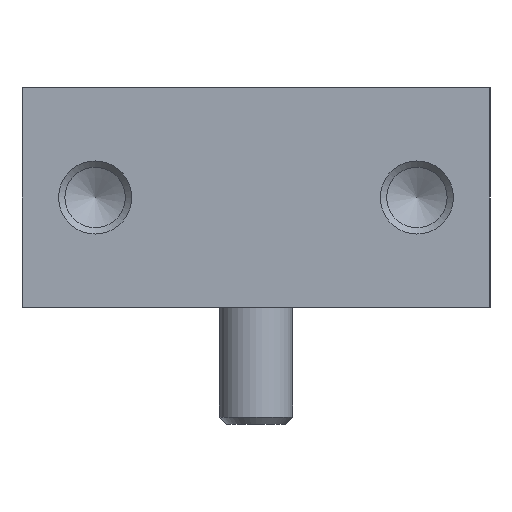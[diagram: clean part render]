
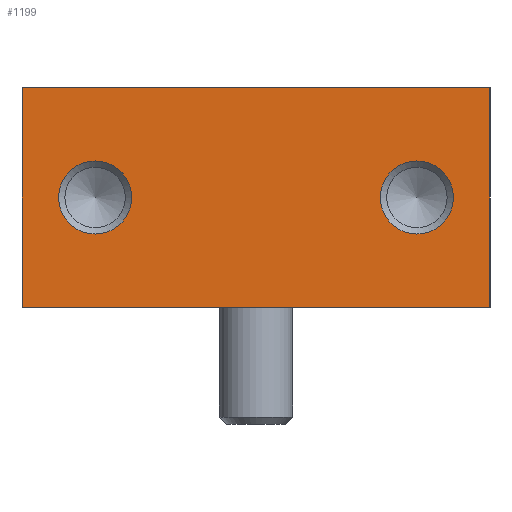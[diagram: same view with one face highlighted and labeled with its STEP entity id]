
A CAD part, left-side view. The second image highlights one B-rep face of the part: STEP entity #1199.
In plain terms, the highlighted face is planar.
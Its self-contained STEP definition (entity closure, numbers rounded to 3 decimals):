
#99=CIRCLE('',#1325,2.5);
#100=CIRCLE('',#1326,2.5);
#185=ORIENTED_EDGE('',*,*,#500,.F.);
#186=ORIENTED_EDGE('',*,*,#501,.F.);
#187=ORIENTED_EDGE('',*,*,#472,.T.);
#188=ORIENTED_EDGE('',*,*,#502,.F.);
#189=ORIENTED_EDGE('',*,*,#503,.F.);
#190=ORIENTED_EDGE('',*,*,#498,.T.);
#472=EDGE_CURVE('',#632,#631,#744,.T.);
#498=EDGE_CURVE('',#656,#632,#755,.T.);
#500=EDGE_CURVE('',#657,#657,#99,.T.);
#501=EDGE_CURVE('',#658,#658,#100,.T.);
#502=EDGE_CURVE('',#659,#631,#757,.T.);
#503=EDGE_CURVE('',#656,#659,#758,.T.);
#631=VERTEX_POINT('',#1860);
#632=VERTEX_POINT('',#1862);
#656=VERTEX_POINT('',#1915);
#657=VERTEX_POINT('',#1919);
#658=VERTEX_POINT('',#1921);
#659=VERTEX_POINT('',#1923);
#744=LINE('',#1861,#829);
#755=LINE('',#1914,#840);
#757=LINE('',#1922,#842);
#758=LINE('',#1924,#843);
#829=VECTOR('',#1465,1000.);
#840=VECTOR('',#1512,1000.);
#842=VECTOR('',#1520,1000.);
#843=VECTOR('',#1521,1000.);
#922=EDGE_LOOP('',(#185));
#923=EDGE_LOOP('',(#186));
#924=EDGE_LOOP('',(#187,#188,#189,#190));
#1041=FACE_BOUND('',#922,.T.);
#1042=FACE_BOUND('',#923,.T.);
#1043=FACE_BOUND('',#924,.T.);
#1157=PLANE('',#1324);
#1199=ADVANCED_FACE('',(#1041,#1042,#1043),#1157,.F.);
#1324=AXIS2_PLACEMENT_3D('',#1917,#1514,#1515);
#1325=AXIS2_PLACEMENT_3D('',#1918,#1516,#1517);
#1326=AXIS2_PLACEMENT_3D('',#1920,#1518,#1519);
#1465=DIRECTION('',(0.,1.,0.));
#1512=DIRECTION('',(0.,0.,-1.));
#1514=DIRECTION('',(-1.,0.,0.));
#1515=DIRECTION('',(0.,0.,1.));
#1516=DIRECTION('',(1.,0.,0.));
#1517=DIRECTION('',(0.,0.,-1.));
#1518=DIRECTION('',(1.,0.,0.));
#1519=DIRECTION('',(0.,0.,-1.));
#1520=DIRECTION('',(0.,0.,-1.));
#1521=DIRECTION('',(0.,1.,0.));
#1860=CARTESIAN_POINT('',(27.5,16.,-7.5));
#1861=CARTESIAN_POINT('',(27.5,-16.,-7.5));
#1862=CARTESIAN_POINT('',(27.5,-16.,-7.5));
#1914=CARTESIAN_POINT('',(27.5,-16.,7.5));
#1915=CARTESIAN_POINT('',(27.5,-16.,7.5));
#1917=CARTESIAN_POINT('',(27.5,-16.,7.5));
#1918=CARTESIAN_POINT('',(27.5,-11.,0.));
#1919=CARTESIAN_POINT('',(27.5,-11.,-2.5));
#1920=CARTESIAN_POINT('',(27.5,11.,0.));
#1921=CARTESIAN_POINT('',(27.5,11.,-2.5));
#1922=CARTESIAN_POINT('',(27.5,16.,7.5));
#1923=CARTESIAN_POINT('',(27.5,16.,7.5));
#1924=CARTESIAN_POINT('',(27.5,-16.,7.5));
